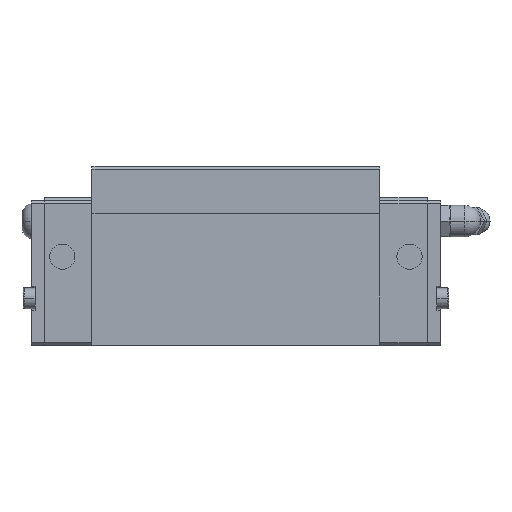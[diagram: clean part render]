
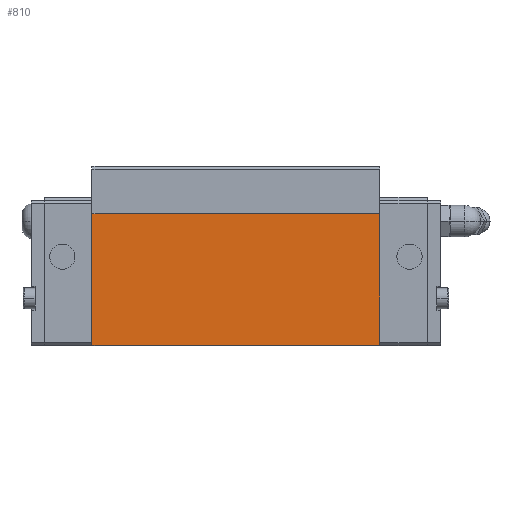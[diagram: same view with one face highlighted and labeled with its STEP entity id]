
A CAD part, left-side view. The second image highlights one B-rep face of the part: STEP entity #810.
In plain terms, the highlighted planar face has unit normal (-1, 0, 0).
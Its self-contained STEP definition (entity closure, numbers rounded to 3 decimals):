
#810=ADVANCED_FACE('',(#1666),#1667,.T.);
#1666=FACE_OUTER_BOUND('',#2549,.T.);
#1667=PLANE('',#2550);
#2549=EDGE_LOOP('',(#4976,#4977,#4978,#4979));
#2550=AXIS2_PLACEMENT_3D('',#4980,#4981,#4982);
#4976=ORIENTED_EDGE('',*,*,#5720,.F.);
#4977=ORIENTED_EDGE('',*,*,#6161,.F.);
#4978=ORIENTED_EDGE('',*,*,#6116,.F.);
#4979=ORIENTED_EDGE('',*,*,#6159,.T.);
#4980=CARTESIAN_POINT('',(-42.2,69.001,19.0));
#4981=DIRECTION('',(-1.0,0.0,0.0));
#4982=DIRECTION('',(0.0,0.0,1.0));
#5720=EDGE_CURVE('',#6997,#6999,#7000,.T.);
#6116=EDGE_CURVE('',#7562,#7564,#7565,.T.);
#6159=EDGE_CURVE('',#7562,#6999,#7610,.T.);
#6161=EDGE_CURVE('',#7564,#6997,#7612,.T.);
#6997=VERTEX_POINT('',#8948);
#6999=VERTEX_POINT('',#8951);
#7000=LINE('',#8952,#8953);
#7562=VERTEX_POINT('',#9971);
#7564=VERTEX_POINT('',#9974);
#7565=LINE('',#9975,#9976);
#7610=LINE('',#10042,#10043);
#7612=LINE('',#10045,#10046);
#8948=CARTESIAN_POINT('',(-42.2,117.501,9.7));
#8951=CARTESIAN_POINT('',(-42.2,117.501,54.0));
#8952=CARTESIAN_POINT('',(-42.2,117.501,29.375));
#8953=VECTOR('',#10721,1.0);
#9971=CARTESIAN_POINT('',(-42.2,20.501,54.0));
#9974=CARTESIAN_POINT('',(-42.2,20.501,9.7));
#9975=CARTESIAN_POINT('',(-42.2,20.501,29.375));
#9976=VECTOR('',#11045,1.0);
#10042=CARTESIAN_POINT('',(-42.2,69.001,54.0));
#10043=VECTOR('',#11079,1.0);
#10045=CARTESIAN_POINT('',(-42.2,93.251,9.7));
#10046=VECTOR('',#11080,1.0);
#10721=DIRECTION('',(0.0,0.0,1.0));
#11045=DIRECTION('',(-0.0,-0.0,-1.0));
#11079=DIRECTION('',(0.0,1.0,0.0));
#11080=DIRECTION('',(0.0,1.0,-0.0));
